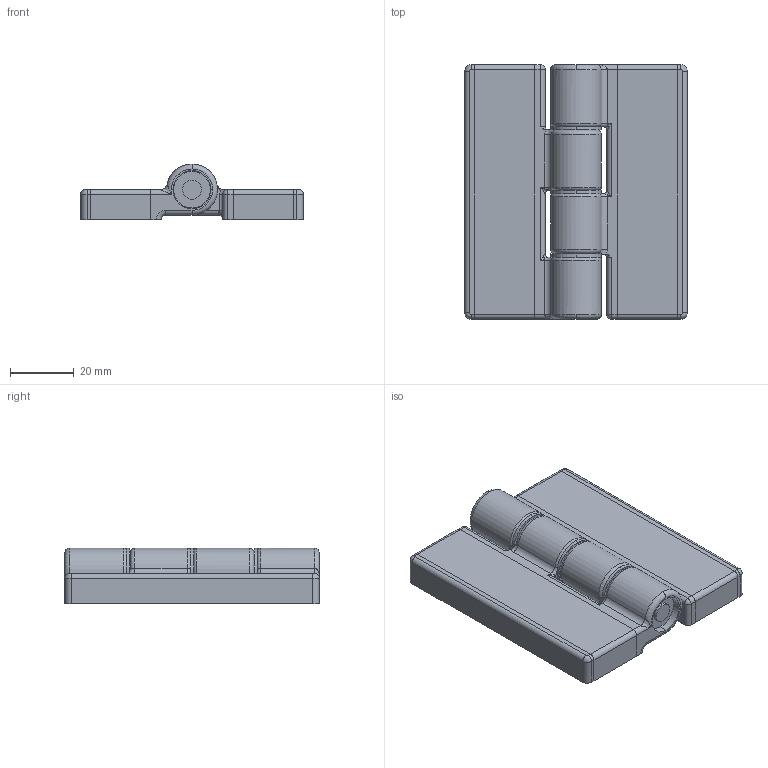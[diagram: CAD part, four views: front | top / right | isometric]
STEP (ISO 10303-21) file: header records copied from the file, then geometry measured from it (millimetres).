
FILE_DESCRIPTION (( 'STEP AP203' ), '1' );
FILE_NAME ('B-178-3.STEP', '2020-07-30T05:20:09', ( '' ), ( '' ), 'SwSTEP 2.0', 'SolidWorks 2018', '' );
FILE_SCHEMA (( 'CONFIG_CONTROL_DESIGN' ));
Length unit declared in the file: millimetre
Products named in the file (6): B-178-3; B-178-3_ヒンジ_; B-178-3_ワッシャー_; B-178-3_キャップ_; B-178-3_軸_; B-178-3_平ワッシャー_
Assembly tree (10 placements, depth 2):
  B-178-3
    B-178-3_ヒンジ_  x2
    B-178-3_軸_
    B-178-3_ワッシャー_  x3
    B-178-3_キャップ_  x2
    B-178-3_平ワッシャー_  x2
Bounding box: 70 x 80 x 17.5 mm (x, y, z)
Volume: 42797.2 mm3; surface area: 31783.5 mm2
Topology: 10 solids, 10 shells, 278 faces, 694 edges, 426 vertices
Faces by surface type: plane 112, cylinder 110, torus 36, bspline 18, sphere 2
Entity records: 5411 total; most frequent: CARTESIAN_POINT 1252, DIRECTION 752, ORIENTED_EDGE 686, EDGE_CURVE 343, AXIS2_PLACEMENT_3D 285, VERTEX_POINT 215, LINE 182, VECTOR 182
